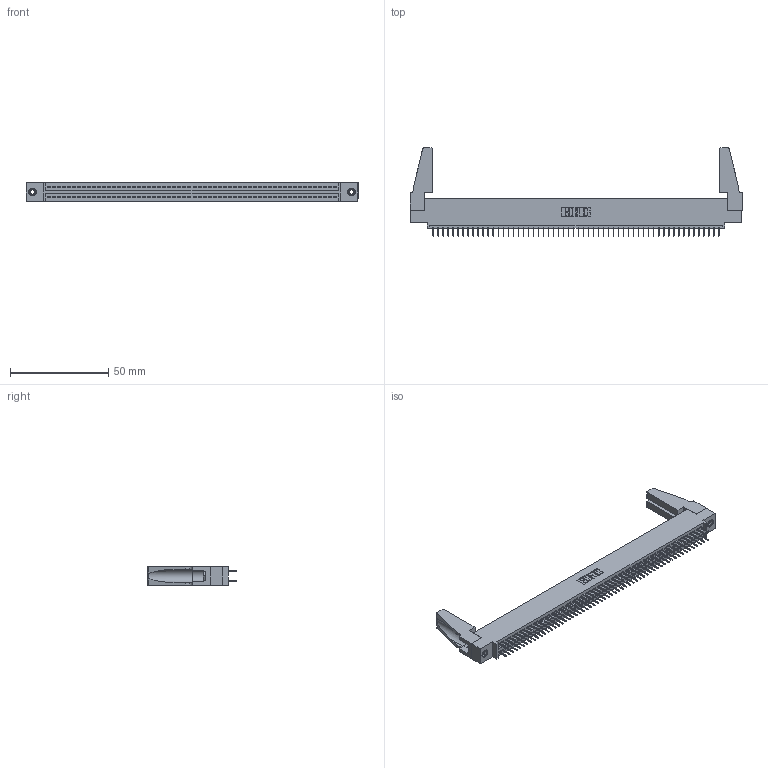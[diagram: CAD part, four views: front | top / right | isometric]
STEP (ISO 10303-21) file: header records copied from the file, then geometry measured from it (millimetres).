
FILE_DESCRIPTION (( 'STEP AP203' ), '1' );
FILE_NAME ('395-116-524-588.STEP', '2019-10-27T20:44:35', ( '' ), ( '' ), 'SwSTEP 2.0', 'SolidWorks 2016', '' );
FILE_SCHEMA (( 'CONFIG_CONTROL_DESIGN' ));
Length unit declared in the file: inch
Products named in the file (5): 345 Part_0.110 Offset - 0.156 Dia-TH; 345-292-001_345-293-124; 345-250-001_345-250-001-102; 345-220-078_345-220-088; 395-116-524-588
Assembly tree (121 placements, depth 2):
  395-116-524-588
    345 Part_0.110 Offset - 0.156 Dia-TH
    345-292-001_345-293-124  x116
    345-250-001_345-250-001-102  x2
    345-220-078_345-220-088  x2
Bounding box: 168.55 x 45.01 x 9.4 mm (x, y, z)
Volume: 19525.6 mm3; surface area: 27115.9 mm2
Topology: 121 solids, 121 shells, 6518 faces, 18415 edges, 11802 vertices
Faces by surface type: plane 4680, cylinder 1822, cone 12, torus 4
Entity records: 45708 total; most frequent: CARTESIAN_POINT 7642, ORIENTED_EDGE 7536, DIRECTION 6724, EDGE_CURVE 3768, LINE 3366, VECTOR 3366, VERTEX_POINT 2502, AXIS2_PLACEMENT_3D 1679
